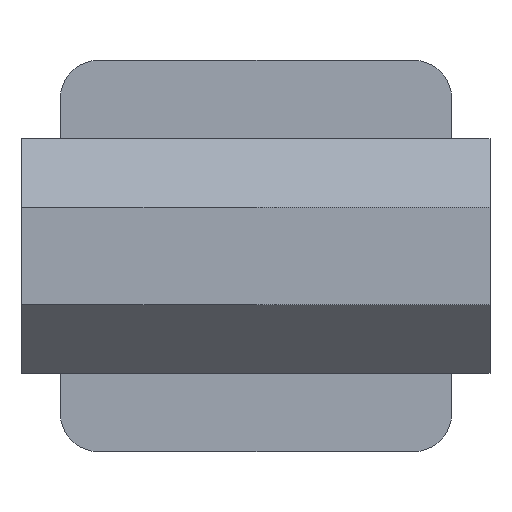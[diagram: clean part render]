
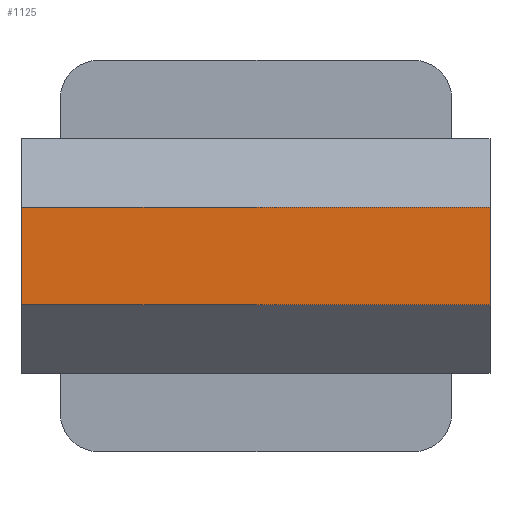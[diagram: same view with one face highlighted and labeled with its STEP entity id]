
A CAD part, front view. The second image highlights one B-rep face of the part: STEP entity #1125.
In plain terms, the highlighted planar face has unit normal (0, -1, 0).
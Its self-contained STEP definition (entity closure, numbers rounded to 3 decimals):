
#19 = DIRECTION ( 'NONE',  ( -1., 0., 0. ) ) ;
#96 = CARTESIAN_POINT ( 'NONE',  ( 55., -90.3, -11.5 ) ) ;
#219 = CARTESIAN_POINT ( 'NONE',  ( -55., -90.3, 11.5 ) ) ;
#248 = VECTOR ( 'NONE', #2090, 1000. ) ;
#294 = AXIS2_PLACEMENT_3D ( 'NONE', #2163, #1664, #918 ) ;
#333 = VERTEX_POINT ( 'NONE', #219 ) ;
#344 = CARTESIAN_POINT ( 'NONE',  ( 55., -90.3, 11.5 ) ) ;
#345 = CARTESIAN_POINT ( 'NONE',  ( 55., -90.3, -11.5 ) ) ;
#346 = ORIENTED_EDGE ( 'NONE', *, *, #877, .F. ) ;
#424 = CARTESIAN_POINT ( 'NONE',  ( -55., -90.3, -11.5 ) ) ;
#716 = VECTOR ( 'NONE', #1424, 1000. ) ;
#730 = CARTESIAN_POINT ( 'NONE',  ( -55., -90.3, -11.5 ) ) ;
#731 = VECTOR ( 'NONE', #19, 1000. ) ;
#793 = EDGE_CURVE ( 'NONE', #333, #836, #1636, .T. ) ;
#810 = ORIENTED_EDGE ( 'NONE', *, *, #2045, .F. ) ;
#836 = VERTEX_POINT ( 'NONE', #424 ) ;
#877 = EDGE_CURVE ( 'NONE', #1734, #2216, #903, .T. ) ;
#878 = CARTESIAN_POINT ( 'NONE',  ( 55., -90.3, 11.5 ) ) ;
#903 = LINE ( 'NONE', #345, #1147 ) ;
#918 = DIRECTION ( 'NONE',  ( 0., 0., 1. ) ) ;
#919 = FACE_OUTER_BOUND ( 'NONE', #1318, .T. ) ;
#1045 = CARTESIAN_POINT ( 'NONE',  ( 55., -90.3, -11.5 ) ) ;
#1125 = ADVANCED_FACE ( 'NONE', ( #919 ), #1451, .F. ) ;
#1147 = VECTOR ( 'NONE', #1235, 1000. ) ;
#1233 = LINE ( 'NONE', #878, #731 ) ;
#1235 = DIRECTION ( 'NONE',  ( 0., 0., -1. ) ) ;
#1318 = EDGE_LOOP ( 'NONE', ( #1748, #1484, #810, #346 ) ) ;
#1373 = EDGE_CURVE ( 'NONE', #1734, #333, #1233, .T. ) ;
#1424 = DIRECTION ( 'NONE',  ( 0., 0., -1. ) ) ;
#1451 = PLANE ( 'NONE',  #294 ) ;
#1484 = ORIENTED_EDGE ( 'NONE', *, *, #793, .T. ) ;
#1636 = LINE ( 'NONE', #730, #716 ) ;
#1664 = DIRECTION ( 'NONE',  ( 0., 1., 0. ) ) ;
#1734 = VERTEX_POINT ( 'NONE', #344 ) ;
#1748 = ORIENTED_EDGE ( 'NONE', *, *, #1373, .T. ) ;
#2045 = EDGE_CURVE ( 'NONE', #2216, #836, #2244, .T. ) ;
#2090 = DIRECTION ( 'NONE',  ( -1., 0., 0. ) ) ;
#2163 = CARTESIAN_POINT ( 'NONE',  ( 55., -90.3, -11.5 ) ) ;
#2216 = VERTEX_POINT ( 'NONE', #96 ) ;
#2244 = LINE ( 'NONE', #1045, #248 ) ;
